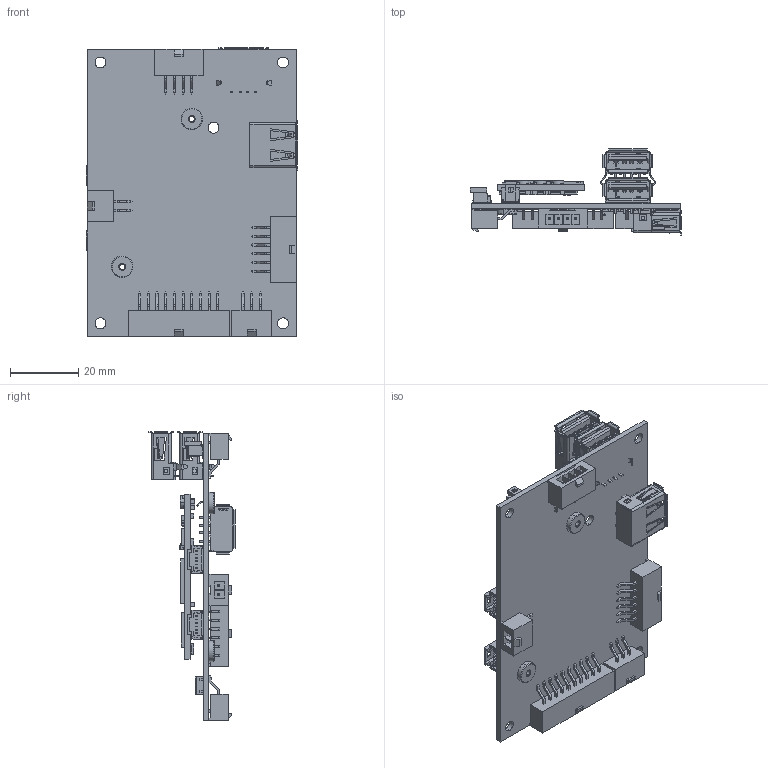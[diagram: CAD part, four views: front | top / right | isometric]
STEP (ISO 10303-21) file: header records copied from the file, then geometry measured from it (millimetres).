
FILE_DESCRIPTION (( 'STEP AP214' ), '1' );
FILE_NAME ('4013.STEP', '2016-09-09T15:51:42', ( '' ), ( '' ), 'SwSTEP 2.0', 'SolidWorks 2012', '' );
FILE_SCHEMA (( 'AUTOMOTIVE_DESIGN' ));
Length unit declared in the file: inch
Products named in the file (25): HDR3-1.00MM_SM-V; HRD-.100-RA SAMTEC_10 pin; HDR6-1.00MM_SM-RA; HRD-.100-RA SAMTEC_2 pin; HRD-.100-RA SAMTEC_3 pin; HRD-.100-RA SAMTEC_6 pin; HRD-.100-RA SAMTEC_4 pin; Slider Switch; USB-A-RA; 2960; SOT-23-5; LED_0603; IC_3x3; IC_5x5; SOT-23; Cap_ceramic_0805; Choke ELL4; IC_9x12.5; IC_13x13; IC_10x13; DF40; self-clinching nut_pmm_PEM S-M2-0 ZI--N; 4011; 4013
Assembly tree (40 placements, depth 3):
  4013
    4011
    self-clinching nut_pmm_PEM S-M2-0 ZI--N  x2
    2960
      2960
      DF40  x2
      IC_10x13
      IC_13x13
      IC_9x12.5
      Choke ELL4  x3
      Cap_ceramic_0805  x6
      SOT-23
      IC_5x5
      IC_3x3
      LED_0603  x4
      SOT-23-5  x2
    USB-A-RA  x3
    Slider Switch
    HRD-.100-RA SAMTEC_4 pin
    HRD-.100-RA SAMTEC_6 pin
    HRD-.100-RA SAMTEC_3 pin
    HRD-.100-RA SAMTEC_2 pin
    HDR6-1.00MM_SM-RA  x2
    HRD-.100-RA SAMTEC_10 pin
    HDR3-1.00MM_SM-V
Bounding box: 61.85 x 25.23 x 84.33 mm (x, y, z)
Volume: 15261.6 mm3; surface area: 25167.2 mm2
Topology: 99 solids, 104 shells, 5398 faces, 14292 edges, 9300 vertices
Faces by surface type: plane 4751, cylinder 508, bspline 117, cone 22
Entity records: 115879 total; most frequent: CARTESIAN_POINT 17161, ORIENTED_EDGE 15532, DIRECTION 14108, EDGE_CURVE 7799, VECTOR 7214, LINE 7214, VERTEX_POINT 5066, AXIS2_PLACEMENT_3D 3447
